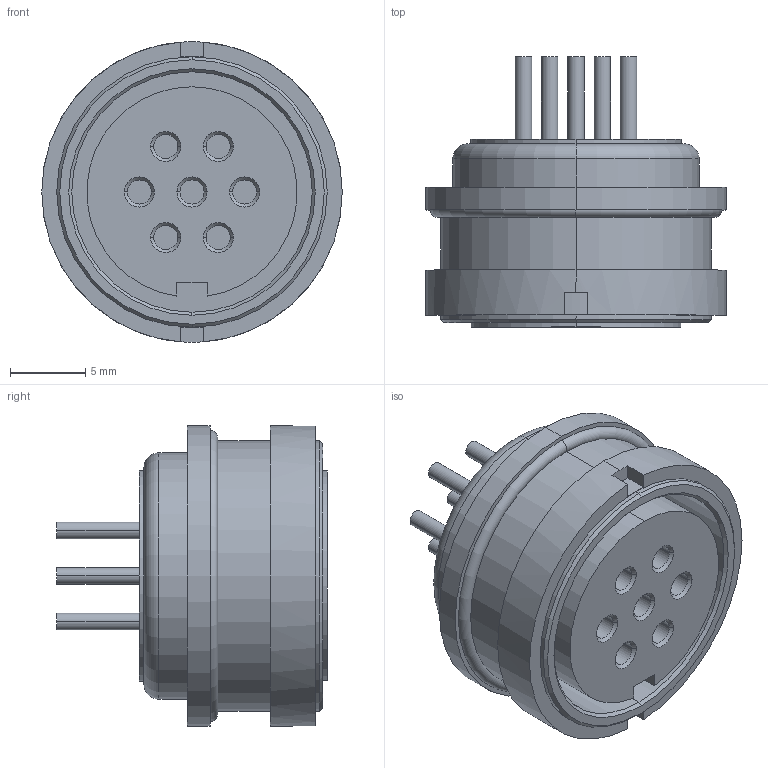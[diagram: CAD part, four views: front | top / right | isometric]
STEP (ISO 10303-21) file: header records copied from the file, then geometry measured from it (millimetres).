
FILE_DESCRIPTION((''),'2;1');
FILE_NAME('09-0128-80-07.stp','2005-04-22T09:50:24',('generator'),(''),'Autodesk Inventor 7','Autodesk Inventor 7','');
FILE_SCHEMA(('AUTOMOTIVE_DESIGN { 1 0 10303 214 1 1 1 1 }'));
Length unit declared in the file: millimetre
Products named in the file (1): 09-0128-80-07
Bounding box: 20 x 18 x 20 mm (x, y, z)
Volume: 2814.8 mm3; surface area: 2577.3 mm2
Topology: 1 solids, 1 shells, 100 faces, 209 edges, 132 vertices
Faces by surface type: cylinder 46, plane 32, cone 18, torus 4
Entity records: 2722 total; most frequent: DIRECTION 533, CARTESIAN_POINT 442, ORIENTED_EDGE 418, AXIS2_PLACEMENT_3D 223, EDGE_CURVE 209, VERTEX_POINT 132, CIRCLE 122, EDGE_LOOP 121
